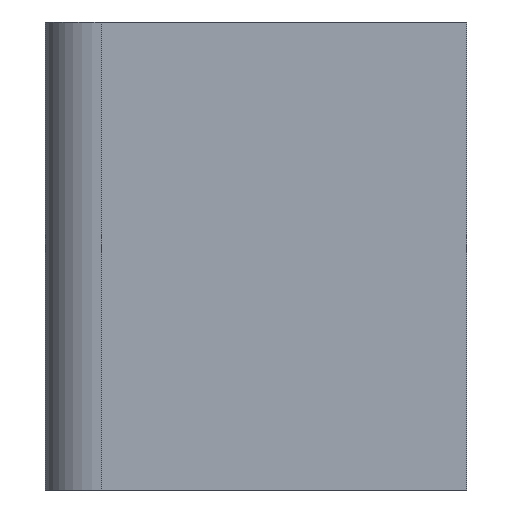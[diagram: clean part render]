
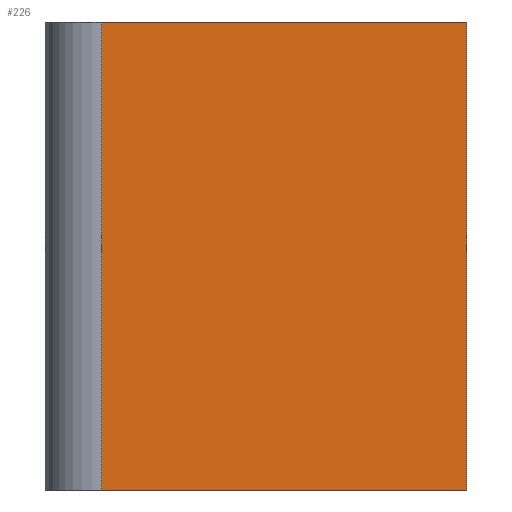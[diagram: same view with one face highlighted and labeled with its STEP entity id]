
A CAD part, left-side view. The second image highlights one B-rep face of the part: STEP entity #226.
In plain terms, the highlighted planar face has unit normal (-1, 0, 0).
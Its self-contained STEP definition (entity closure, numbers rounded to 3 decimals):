
#23=FACE_OUTER_BOUND('',#35,.T.);
#35=EDGE_LOOP('',(#176,#177,#178,#179));
#50=LINE('',#341,#78);
#61=LINE('',#364,#89);
#62=LINE('',#367,#90);
#63=LINE('',#368,#91);
#78=VECTOR('',#277,10.);
#89=VECTOR('',#298,10.);
#90=VECTOR('',#301,10.);
#91=VECTOR('',#302,10.);
#106=VERTEX_POINT('',#338);
#107=VERTEX_POINT('',#340);
#114=VERTEX_POINT('',#362);
#115=VERTEX_POINT('',#366);
#126=EDGE_CURVE('',#107,#106,#50,.T.);
#138=EDGE_CURVE('',#114,#106,#61,.T.);
#139=EDGE_CURVE('',#114,#115,#62,.T.);
#140=EDGE_CURVE('',#115,#107,#63,.T.);
#176=ORIENTED_EDGE('',*,*,#139,.T.);
#177=ORIENTED_EDGE('',*,*,#140,.T.);
#178=ORIENTED_EDGE('',*,*,#126,.T.);
#179=ORIENTED_EDGE('',*,*,#138,.F.);
#215=PLANE('',#259);
#226=ADVANCED_FACE('',(#23),#215,.T.);
#259=AXIS2_PLACEMENT_3D('',#365,#299,#300);
#277=DIRECTION('',(0.,-1.,0.));
#298=DIRECTION('',(0.,0.,-1.));
#299=DIRECTION('center_axis',(-1.,0.,0.));
#300=DIRECTION('ref_axis',(0.,0.,1.));
#301=DIRECTION('',(0.,1.,0.));
#302=DIRECTION('',(0.,0.,-1.));
#338=CARTESIAN_POINT('',(-9.,0.,-12.5));
#340=CARTESIAN_POINT('',(-9.,19.5,-12.5));
#341=CARTESIAN_POINT('',(-9.,0.,-12.5));
#362=CARTESIAN_POINT('',(-9.,0.,12.5));
#364=CARTESIAN_POINT('',(-9.,0.,0.));
#365=CARTESIAN_POINT('Origin',(-9.,0.,0.));
#366=CARTESIAN_POINT('',(-9.,19.5,12.5));
#367=CARTESIAN_POINT('',(-9.,0.,12.5));
#368=CARTESIAN_POINT('',(-9.,19.5,0.));
